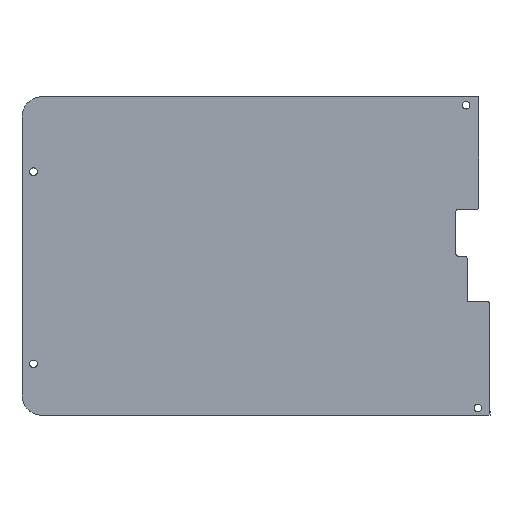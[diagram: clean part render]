
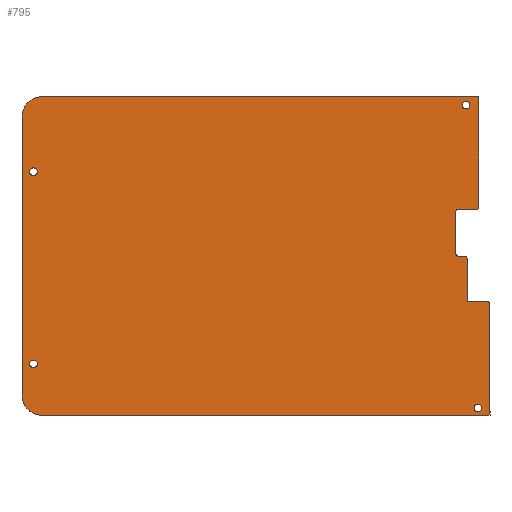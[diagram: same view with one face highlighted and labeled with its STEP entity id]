
A CAD part, top view. The second image highlights one B-rep face of the part: STEP entity #795.
In plain terms, the highlighted planar face has unit normal (0, 0, 1).
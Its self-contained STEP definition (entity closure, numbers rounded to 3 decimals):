
#67=FACE_BOUND('',#181,.T.);
#68=FACE_BOUND('',#182,.T.);
#69=FACE_BOUND('',#183,.T.);
#70=FACE_BOUND('',#184,.T.);
#91=PLANE('',#886);
#133=FACE_OUTER_BOUND('',#180,.T.);
#180=EDGE_LOOP('',(#728,#729,#730,#731,#732,#733,#734,#735,#736,#737,#738,
#739,#740,#741,#742,#743,#744,#745));
#181=EDGE_LOOP('',(#746));
#182=EDGE_LOOP('',(#747));
#183=EDGE_LOOP('',(#748));
#184=EDGE_LOOP('',(#749));
#209=LINE('',#1348,#273);
#218=LINE('',#1386,#282);
#230=LINE('',#1433,#294);
#233=LINE('',#1441,#297);
#236=LINE('',#1449,#300);
#237=LINE('',#1453,#301);
#241=LINE('',#1461,#305);
#243=LINE('',#1465,#307);
#246=LINE('',#1473,#310);
#248=LINE('',#1479,#312);
#273=VECTOR('',#979,10.);
#282=VECTOR('',#1000,10.);
#294=VECTOR('',#1048,10.);
#297=VECTOR('',#1057,10.);
#300=VECTOR('',#1066,10.);
#301=VECTOR('',#1073,10.);
#305=VECTOR('',#1083,10.);
#307=VECTOR('',#1087,10.);
#310=VECTOR('',#1096,10.);
#312=VECTOR('',#1104,10.);
#314=CIRCLE('',#812,1.6);
#317=CIRCLE('',#817,1.6);
#320=CIRCLE('',#822,1.6);
#323=CIRCLE('',#827,1.6);
#325=CIRCLE('',#846,8.5);
#326=CIRCLE('',#852,8.5);
#327=CIRCLE('',#865,1.);
#328=CIRCLE('',#868,1.);
#329=CIRCLE('',#871,1.);
#330=CIRCLE('',#874,1.);
#331=CIRCLE('',#881,1.);
#332=CIRCLE('',#884,1.);
#334=VERTEX_POINT('',#1111);
#337=VERTEX_POINT('',#1120);
#340=VERTEX_POINT('',#1129);
#343=VERTEX_POINT('',#1138);
#371=VERTEX_POINT('',#1345);
#372=VERTEX_POINT('',#1347);
#377=VERTEX_POINT('',#1374);
#378=VERTEX_POINT('',#1376);
#381=VERTEX_POINT('',#1384);
#382=VERTEX_POINT('',#1390);
#396=VERTEX_POINT('',#1425);
#397=VERTEX_POINT('',#1427);
#398=VERTEX_POINT('',#1431);
#399=VERTEX_POINT('',#1435);
#400=VERTEX_POINT('',#1439);
#401=VERTEX_POINT('',#1443);
#402=VERTEX_POINT('',#1447);
#403=VERTEX_POINT('',#1459);
#404=VERTEX_POINT('',#1463);
#405=VERTEX_POINT('',#1467);
#406=VERTEX_POINT('',#1471);
#407=VERTEX_POINT('',#1475);
#410=EDGE_CURVE('',#334,#334,#314,.T.);
#414=EDGE_CURVE('',#337,#337,#317,.T.);
#418=EDGE_CURVE('',#340,#340,#320,.T.);
#422=EDGE_CURVE('',#343,#343,#323,.T.);
#461=EDGE_CURVE('',#371,#372,#209,.T.);
#469=EDGE_CURVE('',#377,#378,#325,.T.);
#474=EDGE_CURVE('',#381,#377,#218,.T.);
#477=EDGE_CURVE('',#382,#381,#326,.T.);
#495=EDGE_CURVE('',#396,#397,#327,.T.);
#498=EDGE_CURVE('',#398,#396,#230,.T.);
#500=EDGE_CURVE('',#398,#399,#328,.T.);
#502=EDGE_CURVE('',#400,#399,#233,.T.);
#504=EDGE_CURVE('',#400,#401,#329,.T.);
#506=EDGE_CURVE('',#402,#401,#236,.T.);
#507=EDGE_CURVE('',#372,#402,#330,.T.);
#508=EDGE_CURVE('',#371,#378,#237,.T.);
#512=EDGE_CURVE('',#403,#382,#241,.T.);
#514=EDGE_CURVE('',#404,#403,#243,.T.);
#516=EDGE_CURVE('',#405,#404,#331,.T.);
#518=EDGE_CURVE('',#406,#405,#246,.T.);
#520=EDGE_CURVE('',#406,#407,#332,.T.);
#521=EDGE_CURVE('',#397,#407,#248,.T.);
#728=ORIENTED_EDGE('',*,*,#507,.F.);
#729=ORIENTED_EDGE('',*,*,#461,.F.);
#730=ORIENTED_EDGE('',*,*,#508,.T.);
#731=ORIENTED_EDGE('',*,*,#469,.F.);
#732=ORIENTED_EDGE('',*,*,#474,.F.);
#733=ORIENTED_EDGE('',*,*,#477,.F.);
#734=ORIENTED_EDGE('',*,*,#512,.F.);
#735=ORIENTED_EDGE('',*,*,#514,.F.);
#736=ORIENTED_EDGE('',*,*,#516,.F.);
#737=ORIENTED_EDGE('',*,*,#518,.F.);
#738=ORIENTED_EDGE('',*,*,#520,.T.);
#739=ORIENTED_EDGE('',*,*,#521,.F.);
#740=ORIENTED_EDGE('',*,*,#495,.F.);
#741=ORIENTED_EDGE('',*,*,#498,.F.);
#742=ORIENTED_EDGE('',*,*,#500,.T.);
#743=ORIENTED_EDGE('',*,*,#502,.F.);
#744=ORIENTED_EDGE('',*,*,#504,.T.);
#745=ORIENTED_EDGE('',*,*,#506,.F.);
#746=ORIENTED_EDGE('',*,*,#410,.T.);
#747=ORIENTED_EDGE('',*,*,#418,.T.);
#748=ORIENTED_EDGE('',*,*,#414,.T.);
#749=ORIENTED_EDGE('',*,*,#422,.T.);
#795=ADVANCED_FACE('',(#133,#67,#68,#69,#70),#91,.F.);
#812=AXIS2_PLACEMENT_3D('',#1113,#894,#895);
#817=AXIS2_PLACEMENT_3D('',#1122,#905,#906);
#822=AXIS2_PLACEMENT_3D('',#1131,#916,#917);
#827=AXIS2_PLACEMENT_3D('',#1140,#927,#928);
#846=AXIS2_PLACEMENT_3D('',#1377,#991,#992);
#852=AXIS2_PLACEMENT_3D('',#1392,#1008,#1009);
#865=AXIS2_PLACEMENT_3D('',#1428,#1042,#1043);
#868=AXIS2_PLACEMENT_3D('',#1437,#1052,#1053);
#871=AXIS2_PLACEMENT_3D('',#1445,#1061,#1062);
#874=AXIS2_PLACEMENT_3D('',#1451,#1069,#1070);
#881=AXIS2_PLACEMENT_3D('',#1469,#1091,#1092);
#884=AXIS2_PLACEMENT_3D('',#1477,#1100,#1101);
#886=AXIS2_PLACEMENT_3D('',#1480,#1105,#1106);
#894=DIRECTION('center_axis',(0.,0.,-1.));
#895=DIRECTION('ref_axis',(-1.,0.,0.));
#905=DIRECTION('center_axis',(0.,0.,-1.));
#906=DIRECTION('ref_axis',(-1.,0.,0.));
#916=DIRECTION('center_axis',(0.,0.,-1.));
#917=DIRECTION('ref_axis',(-1.,0.,0.));
#927=DIRECTION('center_axis',(0.,0.,-1.));
#928=DIRECTION('ref_axis',(-1.,0.,0.));
#979=DIRECTION('',(0.,-1.,0.));
#991=DIRECTION('center_axis',(0.,0.,-1.));
#992=DIRECTION('ref_axis',(-1.,0.,0.));
#1000=DIRECTION('',(0.,1.,0.));
#1008=DIRECTION('center_axis',(0.,0.,-1.));
#1009=DIRECTION('ref_axis',(0.,-1.,0.));
#1042=DIRECTION('center_axis',(0.,0.,-1.));
#1043=DIRECTION('ref_axis',(0.,1.,0.));
#1048=DIRECTION('',(1.,0.,0.));
#1052=DIRECTION('center_axis',(0.,0.,-1.));
#1053=DIRECTION('ref_axis',(0.,-1.,0.));
#1057=DIRECTION('',(0.,-1.,0.));
#1061=DIRECTION('center_axis',(0.,0.,-1.));
#1062=DIRECTION('ref_axis',(-1.,0.,0.));
#1066=DIRECTION('',(-1.,0.,0.));
#1069=DIRECTION('center_axis',(0.,0.,-1.));
#1070=DIRECTION('ref_axis',(1.,0.,0.));
#1073=DIRECTION('',(-1.,0.,0.));
#1083=DIRECTION('',(-1.,0.,0.));
#1087=DIRECTION('',(0.,-1.,0.));
#1091=DIRECTION('center_axis',(0.,0.,-1.));
#1092=DIRECTION('ref_axis',(0.,1.,0.));
#1096=DIRECTION('',(1.,0.,0.));
#1100=DIRECTION('center_axis',(0.,0.,-1.));
#1101=DIRECTION('ref_axis',(0.,-1.,0.));
#1104=DIRECTION('',(0.,-1.,0.));
#1105=DIRECTION('center_axis',(0.,0.,-1.));
#1106=DIRECTION('ref_axis',(1.,0.,0.));
#1111=CARTESIAN_POINT('',(177.225,24.595,-10.5));
#1113=CARTESIAN_POINT('Origin',(175.625,24.595,-10.5));
#1120=CARTESIAN_POINT('',(-2.875,-3.1,-10.5));
#1122=CARTESIAN_POINT('Origin',(-4.475,-3.1,-10.5));
#1129=CARTESIAN_POINT('',(-2.875,-83.1,-10.5));
#1131=CARTESIAN_POINT('Origin',(-4.475,-83.1,-10.5));
#1138=CARTESIAN_POINT('',(182.138,-101.488,-10.5));
#1140=CARTESIAN_POINT('Origin',(180.538,-101.488,-10.5));
#1345=CARTESIAN_POINT('',(180.825,28.135,-10.5));
#1347=CARTESIAN_POINT('',(180.825,-17.9,-10.5));
#1348=CARTESIAN_POINT('',(180.825,28.135,-10.5));
#1374=CARTESIAN_POINT('',(-9.275,19.635,-10.5));
#1376=CARTESIAN_POINT('',(-0.775,28.135,-10.5));
#1377=CARTESIAN_POINT('Origin',(-0.775,19.635,-10.5));
#1384=CARTESIAN_POINT('',(-9.275,-96.025,-10.5));
#1386=CARTESIAN_POINT('',(-9.275,-96.025,-10.5));
#1390=CARTESIAN_POINT('',(-0.775,-104.525,-10.5));
#1392=CARTESIAN_POINT('Origin',(-0.775,-96.025,-10.5));
#1425=CARTESIAN_POINT('',(175.063,-38.25,-10.5));
#1427=CARTESIAN_POINT('',(176.063,-39.25,-10.5));
#1428=CARTESIAN_POINT('Origin',(175.063,-39.25,-10.5));
#1431=CARTESIAN_POINT('',(172.3,-38.25,-10.5));
#1433=CARTESIAN_POINT('',(172.3,-38.25,-10.5));
#1435=CARTESIAN_POINT('',(171.3,-37.25,-10.5));
#1437=CARTESIAN_POINT('Origin',(172.3,-37.25,-10.5));
#1439=CARTESIAN_POINT('',(171.3,-19.9,-10.5));
#1441=CARTESIAN_POINT('',(171.3,-19.9,-10.5));
#1443=CARTESIAN_POINT('',(172.3,-18.9,-10.5));
#1445=CARTESIAN_POINT('Origin',(172.3,-19.9,-10.5));
#1447=CARTESIAN_POINT('',(179.825,-18.9,-10.5));
#1449=CARTESIAN_POINT('',(179.825,-18.9,-10.5));
#1451=CARTESIAN_POINT('Origin',(179.825,-17.9,-10.5));
#1453=CARTESIAN_POINT('',(180.825,28.135,-10.5));
#1459=CARTESIAN_POINT('',(185.588,-104.525,-10.5));
#1461=CARTESIAN_POINT('',(185.588,-104.525,-10.5));
#1463=CARTESIAN_POINT('',(185.587,-58.3,-10.5));
#1465=CARTESIAN_POINT('',(185.587,-58.3,-10.5));
#1467=CARTESIAN_POINT('',(184.587,-57.3,-10.5));
#1469=CARTESIAN_POINT('Origin',(184.587,-58.3,-10.5));
#1471=CARTESIAN_POINT('',(177.063,-57.3,-10.5));
#1473=CARTESIAN_POINT('',(177.063,-57.3,-10.5));
#1475=CARTESIAN_POINT('',(176.063,-56.3,-10.5));
#1477=CARTESIAN_POINT('Origin',(177.063,-56.3,-10.5));
#1479=CARTESIAN_POINT('',(176.063,-39.25,-10.5));
#1480=CARTESIAN_POINT('Origin',(88.156,-38.195,-10.5));
